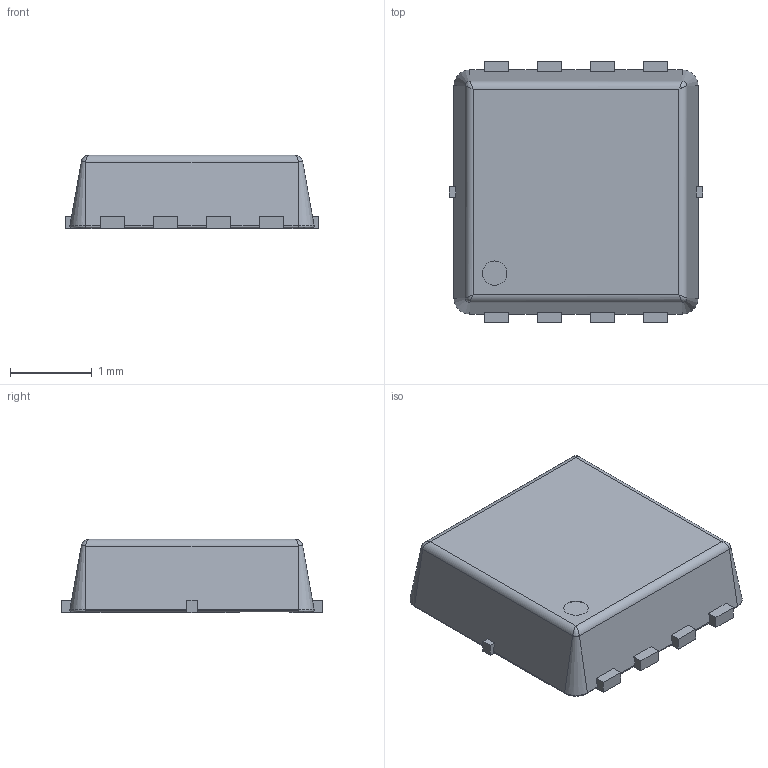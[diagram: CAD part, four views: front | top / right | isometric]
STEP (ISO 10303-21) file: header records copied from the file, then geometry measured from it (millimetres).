
FILE_DESCRIPTION (( 'STEP AP214' ), '1' );
FILE_NAME ('56A28A9C-38A3-4A50-AEA1-9D9CB40D83F9.STEP', '2024-01-10T01:01:16', ( '' ), ( '' ), 'SwSTEP 2.0', 'SolidWorks 2022', '' );
FILE_SCHEMA (( 'AUTOMOTIVE_DESIGN' ));
Length unit declared in the file: millimetre
Products named in the file (1): 56A28A9C-38A3-4A50-AEA1-9D9CB40D83F9
Bounding box: 3.1 x 3.2 x 0.9 mm (x, y, z)
Volume: 7.3 mm3; surface area: 26.9 mm2
Topology: 1 solids, 1 shells, 129 faces, 362 edges, 232 vertices
Faces by surface type: plane 91, cylinder 26, cone 4, bspline 4, torus 4
Entity records: 5470 total; most frequent: CARTESIAN_POINT 1600, ORIENTED_EDGE 716, DIRECTION 650, EDGE_CURVE 358, LINE 294, VECTOR 294, VERTEX_POINT 232, AXIS2_PLACEMENT_3D 178
